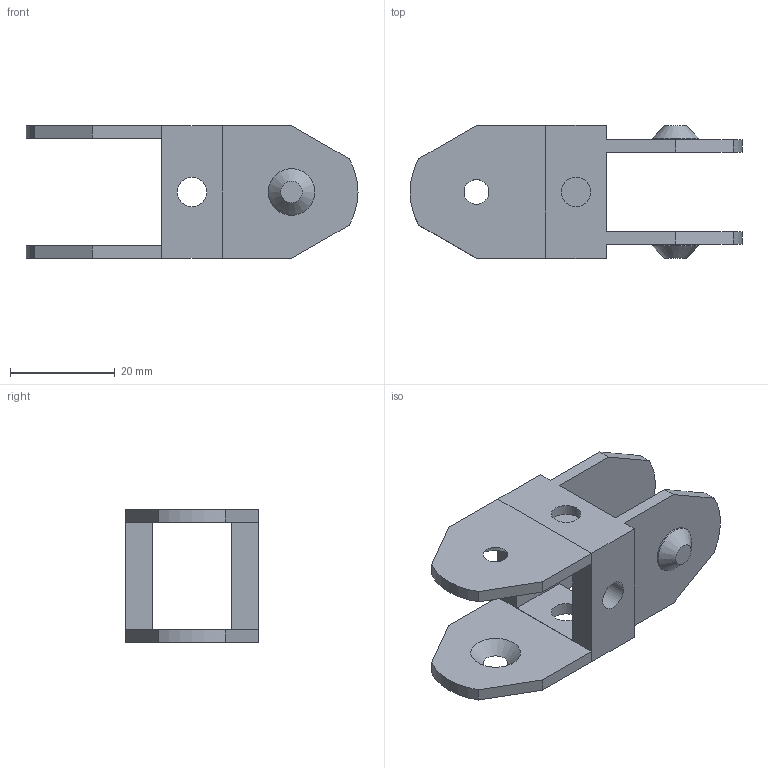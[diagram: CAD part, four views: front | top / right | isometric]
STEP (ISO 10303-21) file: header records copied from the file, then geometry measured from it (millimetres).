
FILE_DESCRIPTION(/* description */ (''),/* implementation_level */ '2;1');
FILE_NAME(/* name */ 'Cable Chain Axis-Shift.step',/* time_stamp */ '2023-09-20T05:22:40-04:00',/* author */ (''),/* organization */ (''),/* preprocessor_version */ 'ST-DEVELOPER v20',/* originating_system */ 'Autodesk Translation Framework v12.9.0.99',/* authorisation */ '');
FILE_SCHEMA (('AUTOMOTIVE_DESIGN { 1 0 10303 214 3 1 1 }'));
Length unit declared in the file: inch
Products named in the file (2): Cable Chain Axis-Shift; Chain Link
Assembly tree (1 placements, depth 2):
  Cable Chain Axis-Shift
    Chain Link
Bounding box: 63.5 x 25.4 x 25.4 mm (x, y, z)
Volume: 8856.1 mm3; surface area: 7921.1 mm2
Topology: 3 solids, 3 shells, 50 faces, 124 edges, 82 vertices
Faces by surface type: plane 36, cylinder 10, cone 4
Full cylindrical faces by diameter (mm): 5.613 x4, 8.925 x2
Entity records: 1555 total; most frequent: CARTESIAN_POINT 259, DIRECTION 256, ORIENTED_EDGE 248, EDGE_CURVE 124, LINE 98, VECTOR 98, VERTEX_POINT 82, AXIS2_PLACEMENT_3D 79
